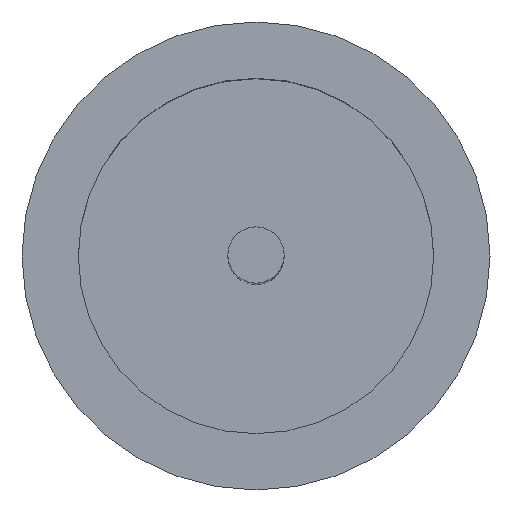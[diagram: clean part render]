
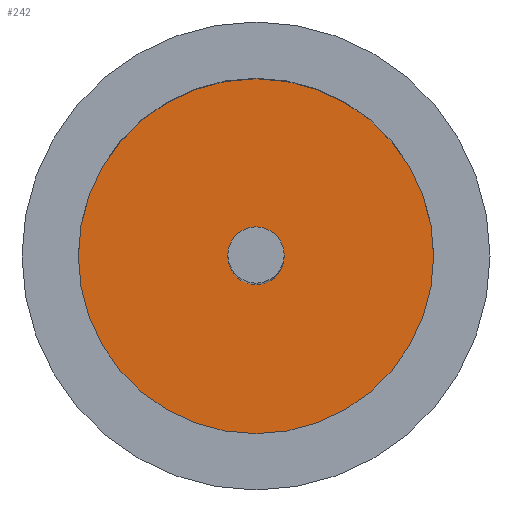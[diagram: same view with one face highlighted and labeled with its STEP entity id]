
A CAD part, top view. The second image highlights one B-rep face of the part: STEP entity #242.
In plain terms, the highlighted planar face has unit normal (0, 0, 1).
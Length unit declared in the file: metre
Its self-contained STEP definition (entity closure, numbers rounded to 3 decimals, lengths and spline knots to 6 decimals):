
#17=PLANE('',#285);
#88=ORIENTED_EDGE('',*,*,#142,.F.);
#89=ORIENTED_EDGE('',*,*,#141,.T.);
#141=EDGE_CURVE('',#166,#166,#181,.T.);
#142=EDGE_CURVE('',#167,#167,#182,.T.);
#166=VERTEX_POINT('',#430);
#167=VERTEX_POINT('',#433);
#181=CIRCLE('',#284,0.006314);
#182=CIRCLE('',#286,0.001);
#195=EDGE_LOOP('',(#88));
#196=EDGE_LOOP('',(#89));
#217=FACE_BOUND('',#195,.T.);
#218=FACE_BOUND('',#196,.T.);
#242=ADVANCED_FACE('',(#217,#218),#17,.T.);
#284=AXIS2_PLACEMENT_3D('',#429,#350,#351);
#285=AXIS2_PLACEMENT_3D('',#431,#352,#353);
#286=AXIS2_PLACEMENT_3D('',#432,#354,#355);
#350=DIRECTION('',(0.,0.,1.));
#351=DIRECTION('',(1.,0.,0.));
#352=DIRECTION('',(0.,0.,1.));
#353=DIRECTION('',(1.,0.,0.));
#354=DIRECTION('',(0.,0.,1.));
#355=DIRECTION('',(1.,0.,0.));
#429=CARTESIAN_POINT('',(0.057159,0.,0.135131));
#430=CARTESIAN_POINT('',(0.063473,0.,0.135131));
#431=CARTESIAN_POINT('',(0.057159,0.,0.135131));
#432=CARTESIAN_POINT('',(0.057159,0.,0.135131));
#433=CARTESIAN_POINT('',(0.058159,0.,0.135131));
